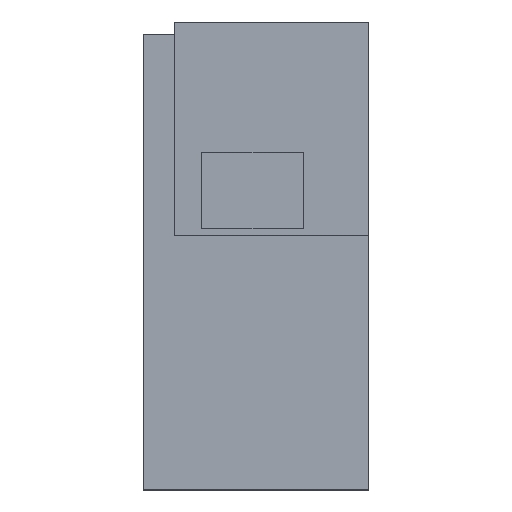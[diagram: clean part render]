
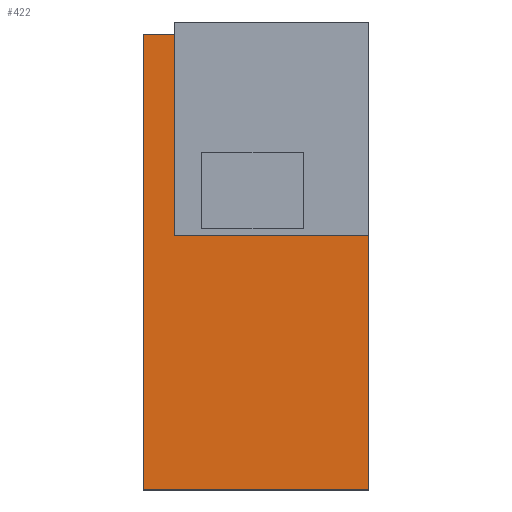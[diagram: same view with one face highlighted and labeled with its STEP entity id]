
A CAD part, top view. The second image highlights one B-rep face of the part: STEP entity #422.
In plain terms, the highlighted planar face has unit normal (0, 0, 1).
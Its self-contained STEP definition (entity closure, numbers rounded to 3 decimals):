
#37=FACE_OUTER_BOUND('',#61,.T.);
#61=EDGE_LOOP('',(#348,#349,#350,#351,#352,#353,#354,#355));
#93=LINE('',#630,#145);
#94=LINE('',#633,#146);
#96=LINE('',#637,#148);
#103=LINE('',#652,#155);
#106=LINE('',#658,#158);
#109=LINE('',#664,#161);
#112=LINE('',#668,#164);
#113=LINE('',#669,#165);
#145=VECTOR('',#522,10.);
#146=VECTOR('',#525,10.);
#148=VECTOR('',#529,10.);
#155=VECTOR('',#542,10.);
#158=VECTOR('',#547,10.);
#161=VECTOR('',#552,10.);
#164=VECTOR('',#557,10.);
#165=VECTOR('',#558,10.);
#187=VERTEX_POINT('',#625);
#188=VERTEX_POINT('',#628);
#189=VERTEX_POINT('',#632);
#190=VERTEX_POINT('',#636);
#194=VERTEX_POINT('',#649);
#195=VERTEX_POINT('',#651);
#197=VERTEX_POINT('',#657);
#199=VERTEX_POINT('',#663);
#231=EDGE_CURVE('',#187,#188,#93,.T.);
#232=EDGE_CURVE('',#188,#189,#94,.T.);
#234=EDGE_CURVE('',#189,#190,#96,.T.);
#241=EDGE_CURVE('',#195,#194,#103,.T.);
#244=EDGE_CURVE('',#197,#195,#106,.T.);
#247=EDGE_CURVE('',#199,#197,#109,.T.);
#250=EDGE_CURVE('',#190,#199,#112,.T.);
#251=EDGE_CURVE('',#194,#187,#113,.T.);
#348=ORIENTED_EDGE('',*,*,#234,.T.);
#349=ORIENTED_EDGE('',*,*,#250,.T.);
#350=ORIENTED_EDGE('',*,*,#247,.T.);
#351=ORIENTED_EDGE('',*,*,#244,.T.);
#352=ORIENTED_EDGE('',*,*,#241,.T.);
#353=ORIENTED_EDGE('',*,*,#251,.T.);
#354=ORIENTED_EDGE('',*,*,#231,.T.);
#355=ORIENTED_EDGE('',*,*,#232,.T.);
#377=PLANE('',#464);
#422=ADVANCED_FACE('',(#37),#377,.T.);
#464=AXIS2_PLACEMENT_3D('',#671,#561,#562);
#522=DIRECTION('',(0.,-1.,0.));
#525=DIRECTION('',(-1.,0.,0.));
#529=DIRECTION('',(0.,1.,0.));
#542=DIRECTION('',(0.,1.,0.));
#547=DIRECTION('',(1.,0.,0.));
#552=DIRECTION('',(0.,-1.,0.));
#557=DIRECTION('',(-1.,0.,0.));
#558=DIRECTION('',(-1.,0.,0.));
#561=DIRECTION('center_axis',(0.,0.,1.));
#562=DIRECTION('ref_axis',(1.,0.,0.));
#625=CARTESIAN_POINT('',(4.,17.875,1.6));
#628=CARTESIAN_POINT('',(4.,12.275,1.6));
#630=CARTESIAN_POINT('',(4.,6.138,1.6));
#632=CARTESIAN_POINT('',(-4.,12.275,1.6));
#633=CARTESIAN_POINT('',(-2.,12.275,1.6));
#636=CARTESIAN_POINT('',(-4.,17.875,1.6));
#637=CARTESIAN_POINT('',(-4.,9.138,1.6));
#649=CARTESIAN_POINT('',(8.875,17.875,1.6));
#651=CARTESIAN_POINT('',(8.875,-17.875,1.6));
#652=CARTESIAN_POINT('',(8.875,17.875,1.6));
#657=CARTESIAN_POINT('',(-8.875,-17.875,1.6));
#658=CARTESIAN_POINT('',(8.875,-17.875,1.6));
#663=CARTESIAN_POINT('',(-8.875,17.875,1.6));
#664=CARTESIAN_POINT('',(-8.875,-17.875,1.6));
#668=CARTESIAN_POINT('',(-8.875,17.875,1.6));
#669=CARTESIAN_POINT('',(-8.875,17.875,1.6));
#671=CARTESIAN_POINT('Origin',(0.,0.,1.6));
